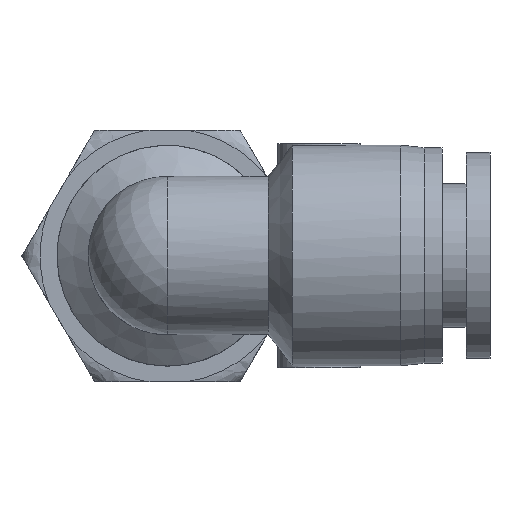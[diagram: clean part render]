
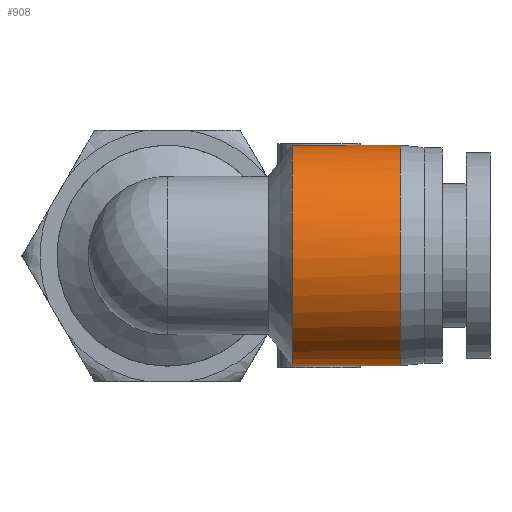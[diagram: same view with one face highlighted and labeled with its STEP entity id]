
A CAD part, top view. The second image highlights one B-rep face of the part: STEP entity #908.
In plain terms, the highlighted cylindrical face has radius 9.2 mm (diameter 18.4 mm), a full revolution.
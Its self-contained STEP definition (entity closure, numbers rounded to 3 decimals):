
#103=FACE_OUTER_BOUND('',#159,.T.);
#159=EDGE_LOOP('',(#652,#653,#654,#655,#656,#657,#658,#659,#660));
#224=LINE('',#1400,#276);
#228=LINE('',#1414,#280);
#233=LINE('',#1440,#285);
#276=VECTOR('',#1106,1.);
#280=VECTOR('',#1120,1.);
#285=VECTOR('',#1139,9.2);
#328=CIRCLE('',#971,9.2);
#333=CIRCLE('',#980,9.2);
#334=CIRCLE('',#981,9.2);
#335=CIRCLE('',#982,9.2);
#336=CIRCLE('',#983,9.2);
#392=VERTEX_POINT('',#1395);
#393=VERTEX_POINT('',#1399);
#396=VERTEX_POINT('',#1407);
#398=VERTEX_POINT('',#1413);
#405=VERTEX_POINT('',#1437);
#406=VERTEX_POINT('',#1439);
#407=VERTEX_POINT('',#1441);
#486=EDGE_CURVE('',#393,#392,#224,.T.);
#490=EDGE_CURVE('',#396,#393,#328,.T.);
#493=EDGE_CURVE('',#398,#396,#228,.T.);
#503=EDGE_CURVE('',#405,#392,#333,.T.);
#504=EDGE_CURVE('',#405,#406,#233,.T.);
#505=EDGE_CURVE('',#407,#406,#334,.T.);
#506=EDGE_CURVE('',#406,#407,#335,.T.);
#507=EDGE_CURVE('',#398,#405,#336,.T.);
#652=ORIENTED_EDGE('',*,*,#493,.T.);
#653=ORIENTED_EDGE('',*,*,#490,.T.);
#654=ORIENTED_EDGE('',*,*,#486,.T.);
#655=ORIENTED_EDGE('',*,*,#503,.F.);
#656=ORIENTED_EDGE('',*,*,#504,.T.);
#657=ORIENTED_EDGE('',*,*,#505,.F.);
#658=ORIENTED_EDGE('',*,*,#506,.F.);
#659=ORIENTED_EDGE('',*,*,#504,.F.);
#660=ORIENTED_EDGE('',*,*,#507,.F.);
#891=CYLINDRICAL_SURFACE('',#979,9.2);
#908=ADVANCED_FACE('',(#103),#891,.T.);
#971=AXIS2_PLACEMENT_3D('',#1408,#1113,#1114);
#979=AXIS2_PLACEMENT_3D('',#1436,#1135,#1136);
#980=AXIS2_PLACEMENT_3D('',#1438,#1137,#1138);
#981=AXIS2_PLACEMENT_3D('',#1442,#1140,#1141);
#982=AXIS2_PLACEMENT_3D('',#1443,#1142,#1143);
#983=AXIS2_PLACEMENT_3D('',#1444,#1144,#1145);
#1106=DIRECTION('',(-1.,0.,0.));
#1113=DIRECTION('center_axis',(1.,0.,0.));
#1114=DIRECTION('ref_axis',(0.,1.,0.));
#1120=DIRECTION('',(1.,0.,0.));
#1135=DIRECTION('center_axis',(-1.,0.,0.));
#1136=DIRECTION('ref_axis',(0.,1.,0.));
#1137=DIRECTION('center_axis',(-1.,0.,0.));
#1138=DIRECTION('ref_axis',(0.,-1.,0.));
#1139=DIRECTION('',(1.,0.,0.));
#1140=DIRECTION('center_axis',(1.,0.,0.));
#1141=DIRECTION('ref_axis',(0.,0.,-1.));
#1142=DIRECTION('center_axis',(1.,0.,0.));
#1143=DIRECTION('ref_axis',(0.,0.,-1.));
#1144=DIRECTION('center_axis',(-1.,0.,0.));
#1145=DIRECTION('ref_axis',(0.,-1.,0.));
#1395=CARTESIAN_POINT('',(10.4,1.,29.755));
#1399=CARTESIAN_POINT('',(12.645,1.,29.755));
#1400=CARTESIAN_POINT('',(19.4,1.,29.755));
#1407=CARTESIAN_POINT('',(12.645,-1.,29.755));
#1408=CARTESIAN_POINT('Origin',(12.645,0.,38.9));
#1413=CARTESIAN_POINT('',(10.4,-1.,29.755));
#1414=CARTESIAN_POINT('',(19.4,-1.,29.755));
#1436=CARTESIAN_POINT('Origin',(19.4,0.,38.9));
#1437=CARTESIAN_POINT('',(10.4,-9.2,38.9));
#1438=CARTESIAN_POINT('Origin',(10.4,0.,38.9));
#1439=CARTESIAN_POINT('',(19.4,-9.2,38.9));
#1440=CARTESIAN_POINT('',(19.4,-9.2,38.9));
#1441=CARTESIAN_POINT('',(19.4,0.,48.1));
#1442=CARTESIAN_POINT('Origin',(19.4,0.,38.9));
#1443=CARTESIAN_POINT('Origin',(19.4,0.,38.9));
#1444=CARTESIAN_POINT('Origin',(10.4,0.,38.9));
